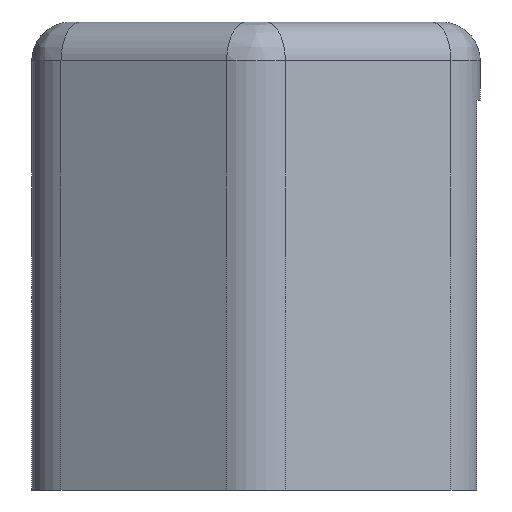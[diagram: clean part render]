
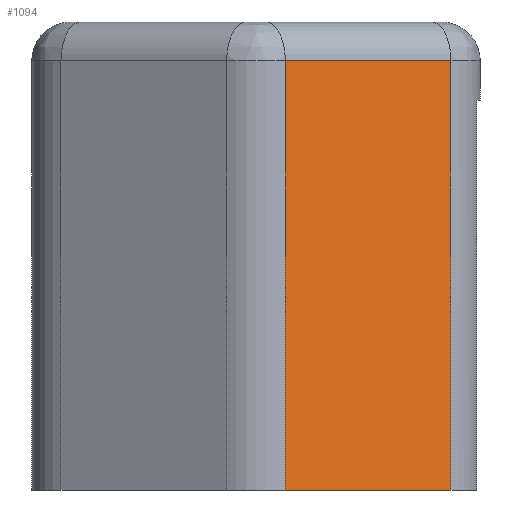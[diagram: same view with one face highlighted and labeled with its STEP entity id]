
A CAD part, front view. The second image highlights one B-rep face of the part: STEP entity #1094.
In plain terms, the highlighted planar face has unit normal (0.5, -0.866, 0).
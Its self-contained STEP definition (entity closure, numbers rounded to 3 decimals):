
#42=PLANE('',#1211);
#150=LINE('',#2104,#237);
#161=LINE('',#2202,#248);
#181=LINE('',#2259,#268);
#182=LINE('',#2261,#269);
#237=VECTOR('',#1369,10.);
#248=VECTOR('',#1436,10.);
#268=VECTOR('',#1498,10.);
#269=VECTOR('',#1501,10.);
#357=FACE_OUTER_BOUND('',#420,.T.);
#420=EDGE_LOOP('',(#1015,#1016,#1017,#1018));
#525=VERTEX_POINT('',#2101);
#526=VERTEX_POINT('',#2103);
#539=VERTEX_POINT('',#2196);
#540=VERTEX_POINT('',#2200);
#652=EDGE_CURVE('',#526,#525,#150,.T.);
#681=EDGE_CURVE('',#539,#540,#161,.T.);
#705=EDGE_CURVE('',#525,#540,#181,.T.);
#706=EDGE_CURVE('',#526,#539,#182,.T.);
#1015=ORIENTED_EDGE('',*,*,#681,.F.);
#1016=ORIENTED_EDGE('',*,*,#706,.F.);
#1017=ORIENTED_EDGE('',*,*,#652,.T.);
#1018=ORIENTED_EDGE('',*,*,#705,.T.);
#1094=ADVANCED_FACE('',(#357),#42,.T.);
#1211=AXIS2_PLACEMENT_3D('',#2260,#1499,#1500);
#1369=DIRECTION('',(0.866,0.5,0.));
#1436=DIRECTION('',(0.866,0.5,0.));
#1498=DIRECTION('',(0.,0.,1.));
#1499=DIRECTION('center_axis',(0.5,-0.866,0.));
#1500=DIRECTION('ref_axis',(0.866,0.5,0.));
#1501=DIRECTION('',(0.,0.,1.));
#2101=CARTESIAN_POINT('',(10.,-7.506,0.));
#2103=CARTESIAN_POINT('',(1.5,-12.413,0.));
#2104=CARTESIAN_POINT('',(1.5,-12.413,0.));
#2196=CARTESIAN_POINT('',(1.5,-12.413,22.));
#2200=CARTESIAN_POINT('',(10.,-7.506,22.));
#2202=CARTESIAN_POINT('',(3.625,-11.186,22.));
#2259=CARTESIAN_POINT('',(10.,-7.506,0.));
#2260=CARTESIAN_POINT('Origin',(1.5,-12.413,0.));
#2261=CARTESIAN_POINT('',(1.5,-12.413,0.));
